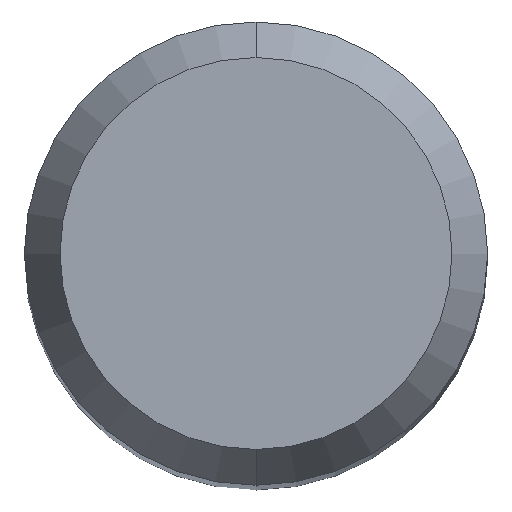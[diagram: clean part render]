
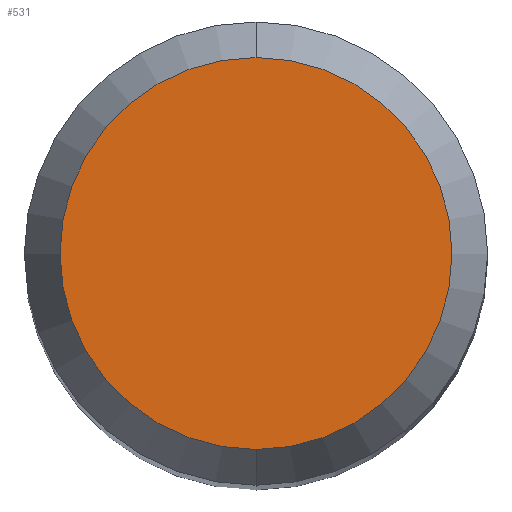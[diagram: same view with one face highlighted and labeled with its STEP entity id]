
A CAD part, top view. The second image highlights one B-rep face of the part: STEP entity #531.
In plain terms, the highlighted planar face has unit normal (0, 0, 1).
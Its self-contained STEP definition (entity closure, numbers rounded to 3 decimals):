
#205=VERTEX_POINT('',#564);
#245=EDGE_CURVE('',#205,#337,#607,.T.);
#295=EDGE_CURVE('',#337,#205,#662,.T.);
#337=VERTEX_POINT('',#714);
#531=ADVANCED_FACE('',(#928),#929,.T.);
#564=CARTESIAN_POINT('',(0.0,2.538,0.0));
#607=CIRCLE('',#1057,2.538);
#662=CIRCLE('',#1143,2.538);
#714=CARTESIAN_POINT('',(0.,-2.538,0.0));
#928=FACE_OUTER_BOUND('',#1593,.T.);
#929=PLANE('',#1594);
#1057=AXIS2_PLACEMENT_3D('',#1700,#1701,#1702);
#1143=AXIS2_PLACEMENT_3D('',#1762,#1763,#1764);
#1593=EDGE_LOOP('',(#2089,#2090));
#1594=AXIS2_PLACEMENT_3D('',#2091,#2092,#2093);
#1700=CARTESIAN_POINT('',(0.0,0.0,0.0));
#1701=DIRECTION('',(0.0,0.0,-1.0));
#1702=DIRECTION('',(0.0,1.0,0.0));
#1762=CARTESIAN_POINT('',(0.0,0.0,0.0));
#1763=DIRECTION('',(0.0,0.0,-1.0));
#1764=DIRECTION('',(0.0,1.0,0.0));
#2089=ORIENTED_EDGE('',*,*,#245,.F.);
#2090=ORIENTED_EDGE('',*,*,#295,.F.);
#2091=CARTESIAN_POINT('',(0.0,1.269,0.0));
#2092=DIRECTION('',(-0.0,0.0,1.0));
#2093=DIRECTION('',(0.0,-1.0,0.0));
